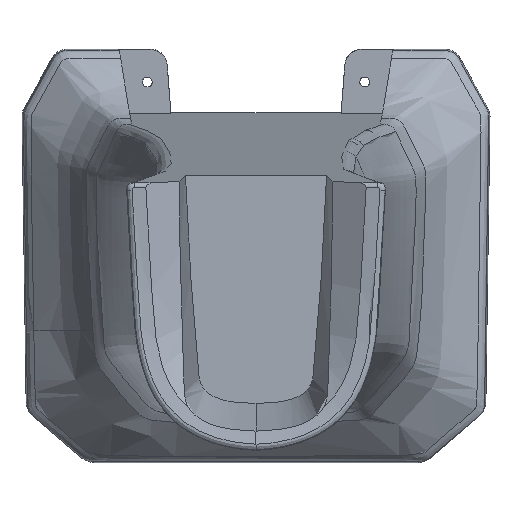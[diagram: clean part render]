
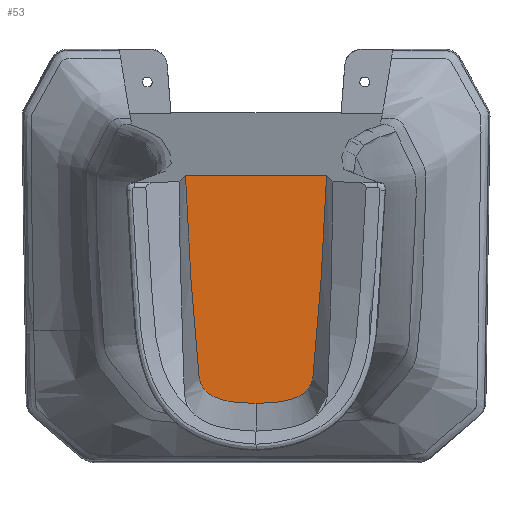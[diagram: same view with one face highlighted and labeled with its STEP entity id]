
A CAD part, top view. The second image highlights one B-rep face of the part: STEP entity #53.
In plain terms, the highlighted planar face has unit normal (0, 0, -1).
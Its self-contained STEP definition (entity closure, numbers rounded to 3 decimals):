
#53=ADVANCED_FACE('',(#106),#891,.T.);
#106=FACE_OUTER_BOUND('',#163,.T.);
#163=EDGE_LOOP('',(#351,#352,#353));
#351=ORIENTED_EDGE('',*,*,#558,.F.);
#352=ORIENTED_EDGE('',*,*,#580,.T.);
#353=ORIENTED_EDGE('',*,*,#581,.F.);
#558=EDGE_CURVE('',#840,#804,#690,.T.);
#580=EDGE_CURVE('',#840,#805,#710,.T.);
#581=EDGE_CURVE('',#804,#805,#711,.T.);
#690=B_SPLINE_CURVE_WITH_KNOTS('',3,(#34836,#34837,#34838,#34839,#34840,
#34841,#34842,#34843,#34844,#34845,#34846,#34847,#34848,#34849,#34850,#34851,
#34852,#34853,#34854,#34855,#34856,#34857,#34858,#34859,#34860),
 .UNSPECIFIED.,.F.,.F.,(4,1,1,1,1,1,1,1,1,1,1,1,1,1,1,1,1,1,1,3,4),(-168.617,
-166.675,-166.057,-153.735,-152.359,
-144.082,-136.368,-134.908,-127.232,
-125.144,-118.457,-113.722,-99.782,
-96.24,-75.736,-66.267,-53.3,
-27.477,-26.219,0.,7.952),
 .UNSPECIFIED.);
#710=B_SPLINE_CURVE_WITH_KNOTS('',3,(#35564,#35565,#35566,#35567,#35568,
#35569,#35570,#35571,#35572,#35573,#35574,#35575,#35576,#35577,#35578,#35579,
#35580,#35581,#35582,#35583,#35584,#35585,#35586,#35587,#35588),
 .UNSPECIFIED.,.F.,.F.,(4,1,1,1,1,1,1,1,1,1,1,1,1,1,1,1,1,1,1,3,4),(168.617,
170.559,171.177,183.498,184.875,193.151,
200.866,202.325,210.002,212.09,218.777,
223.512,237.452,240.994,261.497,270.967,
283.934,309.756,311.015,337.234,345.186),
 .UNSPECIFIED.);
#711=B_SPLINE_CURVE_WITH_KNOTS('',1,(#35589,#35590),.UNSPECIFIED.,.F.,.F.,
(2,2),(45.708,130.897),.UNSPECIFIED.);
#804=VERTEX_POINT('',#31122);
#805=VERTEX_POINT('',#31123);
#840=VERTEX_POINT('',#31158);
#891=PLANE('',#964);
#964=AXIS2_PLACEMENT_3D('',#24604,#986,$);
#986=DIRECTION('',(0.,0.,-1.));
#24604=CARTESIAN_POINT('',(51.125,-226.155,650.597));
#31122=CARTESIAN_POINT('',(42.594,-74.784,650.597));
#31123=CARTESIAN_POINT('',(-42.594,-74.784,650.597));
#31158=CARTESIAN_POINT('',(0.,-212.383,650.597));
#34836=CARTESIAN_POINT('',(0.,-212.383,650.597));
#34837=CARTESIAN_POINT('',(0.598,-212.382,650.597));
#34838=CARTESIAN_POINT('',(1.387,-212.375,650.597));
#34839=CARTESIAN_POINT('',(5.971,-212.284,650.597));
#34840=CARTESIAN_POINT('',(10.379,-211.947,650.597));
#34841=CARTESIAN_POINT('',(17.098,-211.008,650.597));
#34842=CARTESIAN_POINT('',(22.357,-209.946,650.597));
#34843=CARTESIAN_POINT('',(27.31,-207.497,650.597));
#34844=CARTESIAN_POINT('',(31.259,-204.078,650.597));
#34845=CARTESIAN_POINT('',(33.255,-201.064,650.597));
#34846=CARTESIAN_POINT('',(34.721,-196.226,650.597));
#34847=CARTESIAN_POINT('',(35.102,-192.022,650.597));
#34848=CARTESIAN_POINT('',(35.813,-184.192,650.597));
#34849=CARTESIAN_POINT('',(36.421,-177.397,650.597));
#34850=CARTESIAN_POINT('',(37.407,-165.769,650.597));
#34851=CARTESIAN_POINT('',(38.204,-155.464,650.597));
#34852=CARTESIAN_POINT('',(39.048,-142.24,650.597));
#34853=CARTESIAN_POINT('',(39.824,-127.381,650.597));
#34854=CARTESIAN_POINT('',(40.351,-115.053,650.597));
#34855=CARTESIAN_POINT('',(41.187,-98.648,650.597));
#34856=CARTESIAN_POINT('',(41.685,-90.192,650.597));
#34857=CARTESIAN_POINT('',(42.161,-82.125,650.597));
#34858=CARTESIAN_POINT('',(42.306,-79.678,650.597));
#34859=CARTESIAN_POINT('',(42.45,-77.231,650.597));
#34860=CARTESIAN_POINT('',(42.594,-74.784,650.597));
#35564=CARTESIAN_POINT('',(0.,-212.383,650.597));
#35565=CARTESIAN_POINT('',(-0.598,-212.382,650.597));
#35566=CARTESIAN_POINT('',(-1.387,-212.375,650.597));
#35567=CARTESIAN_POINT('',(-5.971,-212.284,650.597));
#35568=CARTESIAN_POINT('',(-10.379,-211.947,650.597));
#35569=CARTESIAN_POINT('',(-17.098,-211.008,650.597));
#35570=CARTESIAN_POINT('',(-22.357,-209.946,650.597));
#35571=CARTESIAN_POINT('',(-27.31,-207.497,650.597));
#35572=CARTESIAN_POINT('',(-31.259,-204.078,650.597));
#35573=CARTESIAN_POINT('',(-33.255,-201.064,650.597));
#35574=CARTESIAN_POINT('',(-34.721,-196.226,650.597));
#35575=CARTESIAN_POINT('',(-35.102,-192.022,650.597));
#35576=CARTESIAN_POINT('',(-35.813,-184.192,650.597));
#35577=CARTESIAN_POINT('',(-36.421,-177.397,650.597));
#35578=CARTESIAN_POINT('',(-37.407,-165.769,650.597));
#35579=CARTESIAN_POINT('',(-38.204,-155.464,650.597));
#35580=CARTESIAN_POINT('',(-39.048,-142.24,650.597));
#35581=CARTESIAN_POINT('',(-39.824,-127.381,650.597));
#35582=CARTESIAN_POINT('',(-40.351,-115.053,650.597));
#35583=CARTESIAN_POINT('',(-41.187,-98.648,650.597));
#35584=CARTESIAN_POINT('',(-41.685,-90.192,650.597));
#35585=CARTESIAN_POINT('',(-42.161,-82.125,650.597));
#35586=CARTESIAN_POINT('',(-42.306,-79.678,650.597));
#35587=CARTESIAN_POINT('',(-42.45,-77.231,650.597));
#35588=CARTESIAN_POINT('',(-42.594,-74.784,650.597));
#35589=CARTESIAN_POINT('',(42.594,-74.784,650.597));
#35590=CARTESIAN_POINT('',(-42.594,-74.784,650.597));
